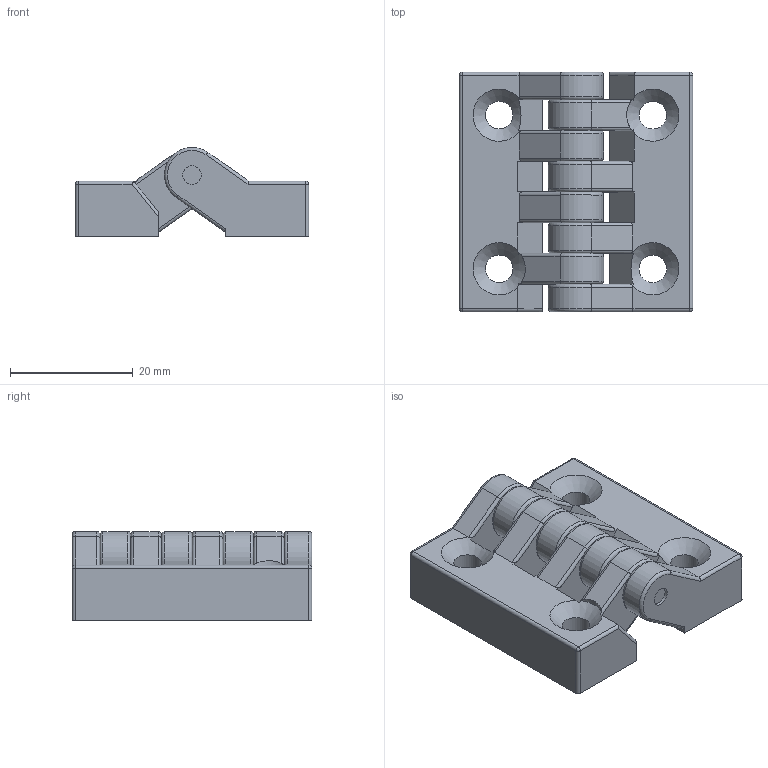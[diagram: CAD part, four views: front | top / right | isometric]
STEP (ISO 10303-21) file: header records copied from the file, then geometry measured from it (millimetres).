
FILE_DESCRIPTION(/* description */ (''),/* implementation_level */ '2;1');
FILE_NAME(/* name */ '601616.stp',/* time_stamp */ '2014-03-15T10:54:33+01:00',/* author */ ('jank'),/* organization */ ('Alutec K&K'),/* preprocessor_version */ 'ST-DEVELOPER v15.2',/* originating_system */ 'Autodesk Inventor 2014',/* authorisation */ '');
FILE_SCHEMA (('AUTOMOTIVE_DESIGN { 1 0 10303 214 3 1 1 }'));
Length unit declared in the file: millimetre
Products named in the file (1): 601616
Bounding box: 38 x 39 x 14.48 mm (x, y, z)
Volume: 10824.5 mm3; surface area: 8278.7 mm2
Topology: 3 solids, 3 shells, 185 faces, 483 edges, 304 vertices
Faces by surface type: plane 84, cylinder 75, torus 16, cone 6, sphere 4
Full cylindrical faces by diameter (mm): 3 x9, 4.5 x4
Entity records: 5517 total; most frequent: CARTESIAN_POINT 996, DIRECTION 962, ORIENTED_EDGE 900, EDGE_CURVE 450, AXIS2_PLACEMENT_3D 350, VERTEX_POINT 294, LINE 262, VECTOR 262
